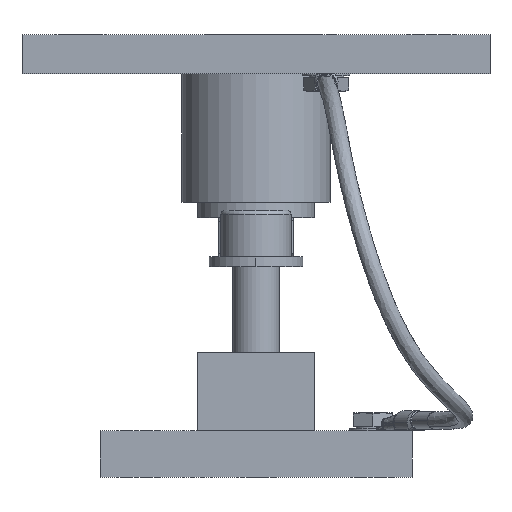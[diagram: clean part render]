
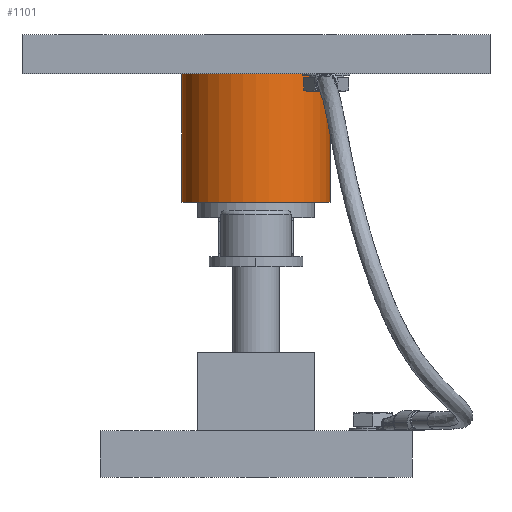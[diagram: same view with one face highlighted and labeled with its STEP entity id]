
A CAD part, front view. The second image highlights one B-rep face of the part: STEP entity #1101.
In plain terms, the highlighted cylindrical face has radius 19 mm (diameter 38 mm), a partial arc.
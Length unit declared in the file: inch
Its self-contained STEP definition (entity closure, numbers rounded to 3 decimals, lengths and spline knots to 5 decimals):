
#1009 = VECTOR ( 'NONE', #20522, 39.37008 ) ;
#1101 = ADVANCED_FACE ( 'NONE', ( #31204 ), #7234, .T. ) ;
#1449 = VERTEX_POINT ( 'NONE', #27647 ) ;
#4165 = ORIENTED_EDGE ( 'NONE', *, *, #27861, .T. ) ;
#4270 = CARTESIAN_POINT ( 'NONE',  ( 0.74803, 1.65354, 2.77559 ) ) ;
#4343 = VERTEX_POINT ( 'NONE', #18901 ) ;
#4598 = AXIS2_PLACEMENT_3D ( 'NONE', #6722, #4618, #25776 ) ;
#4618 = DIRECTION ( 'NONE',  ( 0., 0., 1. ) ) ;
#6722 = CARTESIAN_POINT ( 'NONE',  ( 0., 1.65354, 2.77559 ) ) ;
#6968 = DIRECTION ( 'NONE',  ( 0., 0., 1. ) ) ;
#7234 = CYLINDRICAL_SURFACE ( 'NONE', #4598, 0.74803 ) ;
#7648 = VERTEX_POINT ( 'NONE', #4270 ) ;
#8157 = CIRCLE ( 'NONE', #12632, 0.74803 ) ;
#10584 = AXIS2_PLACEMENT_3D ( 'NONE', #33909, #6968, #20444 ) ;
#12632 = AXIS2_PLACEMENT_3D ( 'NONE', #24220, #26499, #21272 ) ;
#14253 = EDGE_CURVE ( 'NONE', #7648, #23660, #31109, .T. ) ;
#15620 = LINE ( 'NONE', #26269, #1009 ) ;
#17278 = ORIENTED_EDGE ( 'NONE', *, *, #14253, .T. ) ;
#17805 = CARTESIAN_POINT ( 'NONE',  ( 0.74803, 1.65354, 2.77559 ) ) ;
#18901 = CARTESIAN_POINT ( 'NONE',  ( -0.74803, 1.65354, 2.77559 ) ) ;
#20444 = DIRECTION ( 'NONE',  ( 1., 0., 0. ) ) ;
#20522 = DIRECTION ( 'NONE',  ( 0., 0., -1. ) ) ;
#21187 = CIRCLE ( 'NONE', #10584, 0.74803 ) ;
#21272 = DIRECTION ( 'NONE',  ( 1., 0., 0. ) ) ;
#22462 = CARTESIAN_POINT ( 'NONE',  ( 0.74803, 1.65354, 4.0748 ) ) ;
#22719 = ORIENTED_EDGE ( 'NONE', *, *, #34337, .T. ) ;
#23660 = VERTEX_POINT ( 'NONE', #22462 ) ;
#23929 = VECTOR ( 'NONE', #28486, 39.37008 ) ;
#24220 = CARTESIAN_POINT ( 'NONE',  ( 0., 1.65354, 4.0748 ) ) ;
#25776 = DIRECTION ( 'NONE',  ( 1., 0., 0. ) ) ;
#26269 = CARTESIAN_POINT ( 'NONE',  ( -0.74803, 1.65354, 2.77559 ) ) ;
#26393 = EDGE_CURVE ( 'NONE', #1449, #4343, #15620, .T. ) ;
#26499 = DIRECTION ( 'NONE',  ( 0., 0., -1. ) ) ;
#26536 = EDGE_LOOP ( 'NONE', ( #17278, #22719, #31002, #4165 ) ) ;
#27647 = CARTESIAN_POINT ( 'NONE',  ( -0.74803, 1.65354, 4.0748 ) ) ;
#27861 = EDGE_CURVE ( 'NONE', #4343, #7648, #21187, .T. ) ;
#28486 = DIRECTION ( 'NONE',  ( 0., 0., 1. ) ) ;
#31002 = ORIENTED_EDGE ( 'NONE', *, *, #26393, .T. ) ;
#31109 = LINE ( 'NONE', #17805, #23929 ) ;
#31204 = FACE_OUTER_BOUND ( 'NONE', #26536, .T. ) ;
#33909 = CARTESIAN_POINT ( 'NONE',  ( 0., 1.65354, 2.77559 ) ) ;
#34337 = EDGE_CURVE ( 'NONE', #23660, #1449, #8157, .T. ) ;
